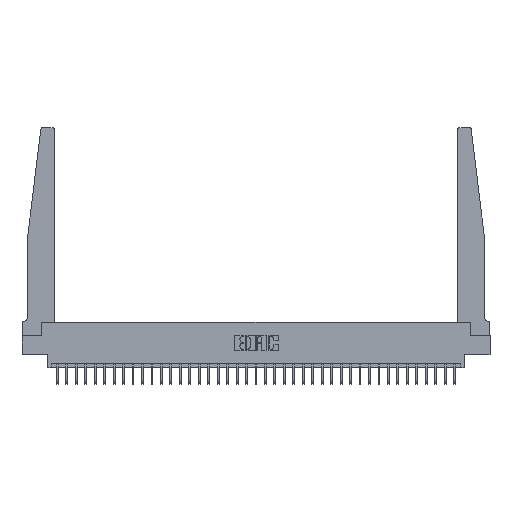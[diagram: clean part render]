
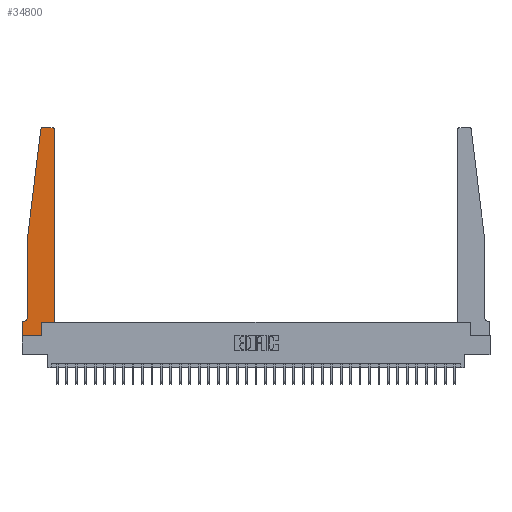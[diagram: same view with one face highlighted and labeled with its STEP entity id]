
A CAD part, top view. The second image highlights one B-rep face of the part: STEP entity #34800.
In plain terms, the highlighted planar face has unit normal (0, 0, 1).
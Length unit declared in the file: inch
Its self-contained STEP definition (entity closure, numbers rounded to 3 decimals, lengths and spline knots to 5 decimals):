
#708 = CARTESIAN_POINT ( 'NONE',  ( 0.2605, 0.18, 0.37 ) ) ;
#773 = DIRECTION ( 'NONE',  ( 0., -1., 0. ) ) ;
#946 = VECTOR ( 'NONE', #20188, 39.37008 ) ;
#1224 = VERTEX_POINT ( 'NONE', #15734 ) ;
#2946 = VERTEX_POINT ( 'NONE', #4697 ) ;
#3423 = CARTESIAN_POINT ( 'NONE',  ( 0.27653, 2.75, 0.37 ) ) ;
#3701 = CARTESIAN_POINT ( 'NONE',  ( 0.395, 2.72, 0.37 ) ) ;
#4132 = ORIENTED_EDGE ( 'NONE', *, *, #24178, .T. ) ;
#4684 = CARTESIAN_POINT ( 'NONE',  ( 0.015, 0.2375, 0.37 ) ) ;
#4697 = CARTESIAN_POINT ( 'NONE',  ( 0., 0.1875, 0.37 ) ) ;
#5110 = ORIENTED_EDGE ( 'NONE', *, *, #26659, .T. ) ;
#5120 = ORIENTED_EDGE ( 'NONE', *, *, #25214, .T. ) ;
#5160 = AXIS2_PLACEMENT_3D ( 'NONE', #4684, #15320, #26175 ) ;
#5384 = AXIS2_PLACEMENT_3D ( 'NONE', #12858, #8234, #26737 ) ;
#6309 = DIRECTION ( 'NONE',  ( -0.122, -0.992, 0. ) ) ;
#7544 = CARTESIAN_POINT ( 'NONE',  ( 0., 0., 0.37 ) ) ;
#7764 = EDGE_CURVE ( 'NONE', #22691, #16509, #25737, .T. ) ;
#8168 = EDGE_CURVE ( 'NONE', #16509, #33109, #26965, .T. ) ;
#8234 = DIRECTION ( 'NONE',  ( 0., 0., 1. ) ) ;
#8389 = CARTESIAN_POINT ( 'NONE',  ( 0.24675, 2.72367, 0.37 ) ) ;
#8563 = EDGE_CURVE ( 'NONE', #15174, #2946, #19565, .T. ) ;
#9344 = DIRECTION ( 'NONE',  ( 1., 0., 0. ) ) ;
#9441 = ORIENTED_EDGE ( 'NONE', *, *, #7764, .T. ) ;
#9625 = EDGE_CURVE ( 'NONE', #25388, #25341, #23034, .T. ) ;
#10414 = DIRECTION ( 'NONE',  ( 0., 1., 0. ) ) ;
#10946 = DIRECTION ( 'NONE',  ( -1., 0., 0. ) ) ;
#11722 = CARTESIAN_POINT ( 'NONE',  ( 0.395, 2.75, 0.37 ) ) ;
#12211 = DIRECTION ( 'NONE',  ( 0., 1., 0. ) ) ;
#12858 = CARTESIAN_POINT ( 'NONE',  ( 0., 0.1875, 0.37 ) ) ;
#13268 = CARTESIAN_POINT ( 'NONE',  ( 0.425, 0.18, 0.37 ) ) ;
#13427 = LINE ( 'NONE', #34780, #22016 ) ;
#13440 = EDGE_CURVE ( 'NONE', #18543, #25388, #19805, .T. ) ;
#14069 = CARTESIAN_POINT ( 'NONE',  ( 0.27653, 2.72, 0.37 ) ) ;
#14155 = DIRECTION ( 'NONE',  ( 0., 0., 1. ) ) ;
#14796 = ORIENTED_EDGE ( 'NONE', *, *, #13440, .T. ) ;
#15174 = VERTEX_POINT ( 'NONE', #34840 ) ;
#15320 = DIRECTION ( 'NONE',  ( 0., 0., -1. ) ) ;
#15734 = CARTESIAN_POINT ( 'NONE',  ( 0.425, 2.72, 0.37 ) ) ;
#15858 = VECTOR ( 'NONE', #21726, 39.37008 ) ;
#15928 = CIRCLE ( 'NONE', #19358, 0.03 ) ;
#16509 = VERTEX_POINT ( 'NONE', #708 ) ;
#16975 = CARTESIAN_POINT ( 'NONE',  ( 0.065, 1.25, 0.37 ) ) ;
#17027 = VECTOR ( 'NONE', #31377, 39.37008 ) ;
#17359 = EDGE_LOOP ( 'NONE', ( #5120, #28862, #14796, #19278, #29922, #20114, #4132, #5110, #9441, #20086, #22241, #28890 ) ) ;
#17600 = CARTESIAN_POINT ( 'NONE',  ( 0., 0., 0.37 ) ) ;
#17841 = LINE ( 'NONE', #34749, #17027 ) ;
#18147 = VECTOR ( 'NONE', #12211, 39.37008 ) ;
#18543 = VERTEX_POINT ( 'NONE', #8389 ) ;
#18980 = EDGE_CURVE ( 'NONE', #1224, #30967, #34665, .T. ) ;
#19278 = ORIENTED_EDGE ( 'NONE', *, *, #9625, .T. ) ;
#19358 = AXIS2_PLACEMENT_3D ( 'NONE', #14069, #22096, #24938 ) ;
#19380 = EDGE_CURVE ( 'NONE', #30986, #18543, #15928, .T. ) ;
#19565 = LINE ( 'NONE', #24570, #15858 ) ;
#19805 = LINE ( 'NONE', #33672, #22559 ) ;
#19905 = CIRCLE ( 'NONE', #5160, 0.05 ) ;
#20086 = ORIENTED_EDGE ( 'NONE', *, *, #8168, .T. ) ;
#20114 = ORIENTED_EDGE ( 'NONE', *, *, #8563, .T. ) ;
#20188 = DIRECTION ( 'NONE',  ( 0., -1., 0. ) ) ;
#20405 = CARTESIAN_POINT ( 'NONE',  ( 0.2605, 0.18, 0.37 ) ) ;
#20514 = VECTOR ( 'NONE', #29460, 39.37008 ) ;
#21228 = FACE_OUTER_BOUND ( 'NONE', #17359, .T. ) ;
#21258 = CARTESIAN_POINT ( 'NONE',  ( 0.425, 0.18, 0.37 ) ) ;
#21595 = AXIS2_PLACEMENT_3D ( 'NONE', #3701, #14155, #9344 ) ;
#21632 = CARTESIAN_POINT ( 'NONE',  ( 0.25, 2.75, 0.37 ) ) ;
#21726 = DIRECTION ( 'NONE',  ( -1., 0., 0. ) ) ;
#22016 = VECTOR ( 'NONE', #10414, 39.37008 ) ;
#22096 = DIRECTION ( 'NONE',  ( 0., 0., 1. ) ) ;
#22241 = ORIENTED_EDGE ( 'NONE', *, *, #23895, .T. ) ;
#22559 = VECTOR ( 'NONE', #6309, 39.37008 ) ;
#22691 = VERTEX_POINT ( 'NONE', #24170 ) ;
#23034 = LINE ( 'NONE', #28367, #946 ) ;
#23198 = VECTOR ( 'NONE', #10946, 39.37008 ) ;
#23895 = EDGE_CURVE ( 'NONE', #33109, #1224, #13427, .T. ) ;
#24170 = CARTESIAN_POINT ( 'NONE',  ( 0.2605, 0., 0.37 ) ) ;
#24178 = EDGE_CURVE ( 'NONE', #2946, #32107, #29582, .T. ) ;
#24570 = CARTESIAN_POINT ( 'NONE',  ( 0.065, 0.1875, 0.37 ) ) ;
#24938 = DIRECTION ( 'NONE',  ( 1., 0., 0. ) ) ;
#25214 = EDGE_CURVE ( 'NONE', #30967, #30986, #26788, .T. ) ;
#25341 = VERTEX_POINT ( 'NONE', #30674 ) ;
#25388 = VERTEX_POINT ( 'NONE', #16975 ) ;
#25737 = LINE ( 'NONE', #20405, #18147 ) ;
#26175 = DIRECTION ( 'NONE',  ( -1., 0., 0. ) ) ;
#26659 = EDGE_CURVE ( 'NONE', #32107, #22691, #17841, .T. ) ;
#26737 = DIRECTION ( 'NONE',  ( 1., 0., 0. ) ) ;
#26788 = LINE ( 'NONE', #21632, #23198 ) ;
#26965 = LINE ( 'NONE', #13268, #20514 ) ;
#27191 = EDGE_CURVE ( 'NONE', #25341, #15174, #19905, .T. ) ;
#28367 = CARTESIAN_POINT ( 'NONE',  ( 0.065, 1.25, 0.37 ) ) ;
#28862 = ORIENTED_EDGE ( 'NONE', *, *, #19380, .T. ) ;
#28890 = ORIENTED_EDGE ( 'NONE', *, *, #18980, .T. ) ;
#29398 = PLANE ( 'NONE',  #5384 ) ;
#29460 = DIRECTION ( 'NONE',  ( 1., 0., 0. ) ) ;
#29582 = LINE ( 'NONE', #7544, #33348 ) ;
#29922 = ORIENTED_EDGE ( 'NONE', *, *, #27191, .T. ) ;
#30674 = CARTESIAN_POINT ( 'NONE',  ( 0.065, 0.2375, 0.37 ) ) ;
#30967 = VERTEX_POINT ( 'NONE', #11722 ) ;
#30986 = VERTEX_POINT ( 'NONE', #3423 ) ;
#31377 = DIRECTION ( 'NONE',  ( 1., 0., 0. ) ) ;
#32107 = VERTEX_POINT ( 'NONE', #17600 ) ;
#33109 = VERTEX_POINT ( 'NONE', #21258 ) ;
#33348 = VECTOR ( 'NONE', #773, 39.37008 ) ;
#33672 = CARTESIAN_POINT ( 'NONE',  ( 0.065, 1.25, 0.37 ) ) ;
#34665 = CIRCLE ( 'NONE', #21595, 0.03 ) ;
#34749 = CARTESIAN_POINT ( 'NONE',  ( 0., 0., 0.37 ) ) ;
#34780 = CARTESIAN_POINT ( 'NONE',  ( 0.425, 0.18, 0.37 ) ) ;
#34800 = ADVANCED_FACE ( 'NONE', ( #21228 ), #29398, .T. ) ;
#34840 = CARTESIAN_POINT ( 'NONE',  ( 0.015, 0.1875, 0.37 ) ) ;
